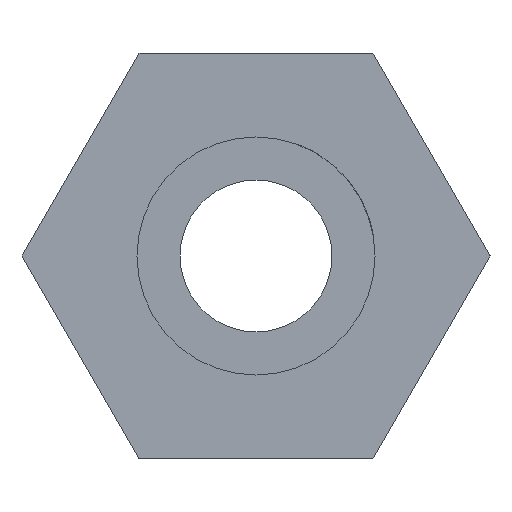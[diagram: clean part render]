
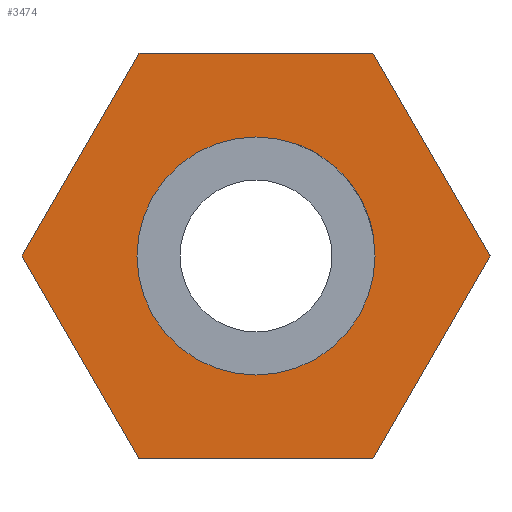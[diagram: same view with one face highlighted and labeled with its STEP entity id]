
A CAD part, left-side view. The second image highlights one B-rep face of the part: STEP entity #3474.
In plain terms, the highlighted planar face has unit normal (-1, 0, 0).
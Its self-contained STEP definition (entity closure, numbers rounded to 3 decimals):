
#179 = CIRCLE ( 'NONE', #3373, 4.7 ) ;
#337 = ORIENTED_EDGE ( 'NONE', *, *, #4636, .F. ) ;
#400 = EDGE_CURVE ( 'NONE', #2757, #4459, #833, .T. ) ;
#474 = FACE_BOUND ( 'NONE', #4732, .T. ) ;
#521 = PLANE ( 'NONE',  #974 ) ;
#721 = CARTESIAN_POINT ( 'NONE',  ( 16., -4.619, 8. ) ) ;
#751 = DIRECTION ( 'NONE',  ( 0., -0.5, -0.866 ) ) ;
#798 = CARTESIAN_POINT ( 'NONE',  ( 16., 0., 0. ) ) ;
#833 = LINE ( 'NONE', #2100, #3543 ) ;
#839 = CARTESIAN_POINT ( 'NONE',  ( 16., 0., 0. ) ) ;
#926 = CARTESIAN_POINT ( 'NONE',  ( 16., 0., 0. ) ) ;
#950 = VERTEX_POINT ( 'NONE', #721 ) ;
#974 = AXIS2_PLACEMENT_3D ( 'NONE', #926, #4610, #2598 ) ;
#1122 = DIRECTION ( 'NONE',  ( 0., -1., 0. ) ) ;
#1328 = CARTESIAN_POINT ( 'NONE',  ( 16., -4.619, -8. ) ) ;
#1559 = CARTESIAN_POINT ( 'NONE',  ( 16., -4.619, 8. ) ) ;
#1611 = DIRECTION ( 'NONE',  ( 0., -0.5, 0.866 ) ) ;
#1660 = VECTOR ( 'NONE', #751, 1000. ) ;
#1803 = AXIS2_PLACEMENT_3D ( 'NONE', #798, #4123, #3661 ) ;
#1804 = CARTESIAN_POINT ( 'NONE',  ( 16., -4.619, -8. ) ) ;
#1841 = ORIENTED_EDGE ( 'NONE', *, *, #2679, .F. ) ;
#1847 = EDGE_CURVE ( 'NONE', #4384, #5176, #4860, .T. ) ;
#2037 = ORIENTED_EDGE ( 'NONE', *, *, #2782, .F. ) ;
#2100 = CARTESIAN_POINT ( 'NONE',  ( 16., 9.238, 0. ) ) ;
#2117 = ORIENTED_EDGE ( 'NONE', *, *, #1847, .F. ) ;
#2194 = FACE_OUTER_BOUND ( 'NONE', #3616, .T. ) ;
#2243 = VERTEX_POINT ( 'NONE', #4626 ) ;
#2459 = EDGE_CURVE ( 'NONE', #950, #4384, #2805, .T. ) ;
#2598 = DIRECTION ( 'NONE',  ( 0., 0., -1. ) ) ;
#2679 = EDGE_CURVE ( 'NONE', #4459, #950, #3144, .T. ) ;
#2757 = VERTEX_POINT ( 'NONE', #2969 ) ;
#2782 = EDGE_CURVE ( 'NONE', #2881, #2757, #4705, .T. ) ;
#2805 = LINE ( 'NONE', #1559, #1660 ) ;
#2881 = VERTEX_POINT ( 'NONE', #3450 ) ;
#2969 = CARTESIAN_POINT ( 'NONE',  ( 16., 9.238, 0. ) ) ;
#2975 = DIRECTION ( 'NONE',  ( 0., 1., 0. ) ) ;
#3124 = VECTOR ( 'NONE', #1122, 1000. ) ;
#3144 = LINE ( 'NONE', #5242, #3124 ) ;
#3166 = CARTESIAN_POINT ( 'NONE',  ( 16., -9.238, 0. ) ) ;
#3270 = CARTESIAN_POINT ( 'NONE',  ( 16., 4.619, 8. ) ) ;
#3371 = CARTESIAN_POINT ( 'NONE',  ( 16., 4.619, -8. ) ) ;
#3373 = AXIS2_PLACEMENT_3D ( 'NONE', #839, #3780, #5060 ) ;
#3450 = CARTESIAN_POINT ( 'NONE',  ( 16., 4.619, -8. ) ) ;
#3474 = ADVANCED_FACE ( 'NONE', ( #474, #2194 ), #521, .F. ) ;
#3504 = VERTEX_POINT ( 'NONE', #4171 ) ;
#3543 = VECTOR ( 'NONE', #1611, 1000. ) ;
#3595 = CARTESIAN_POINT ( 'NONE',  ( 16., -9.238, 0. ) ) ;
#3616 = EDGE_LOOP ( 'NONE', ( #2037, #337, #2117, #4067, #1841, #4035 ) ) ;
#3661 = DIRECTION ( 'NONE',  ( 0., 0., 1. ) ) ;
#3703 = CIRCLE ( 'NONE', #1803, 4.7 ) ;
#3754 = DIRECTION ( 'NONE',  ( 0., 0.5, 0.866 ) ) ;
#3780 = DIRECTION ( 'NONE',  ( -1., 0., 0. ) ) ;
#3843 = VECTOR ( 'NONE', #2975, 1000. ) ;
#4035 = ORIENTED_EDGE ( 'NONE', *, *, #400, .F. ) ;
#4042 = DIRECTION ( 'NONE',  ( 0., 0.5, -0.866 ) ) ;
#4067 = ORIENTED_EDGE ( 'NONE', *, *, #2459, .F. ) ;
#4068 = ORIENTED_EDGE ( 'NONE', *, *, #4104, .F. ) ;
#4104 = EDGE_CURVE ( 'NONE', #2243, #3504, #3703, .T. ) ;
#4123 = DIRECTION ( 'NONE',  ( -1., 0., 0. ) ) ;
#4171 = CARTESIAN_POINT ( 'NONE',  ( 16., 0., 4.7 ) ) ;
#4255 = VECTOR ( 'NONE', #3754, 1000. ) ;
#4384 = VERTEX_POINT ( 'NONE', #3595 ) ;
#4459 = VERTEX_POINT ( 'NONE', #3270 ) ;
#4604 = LINE ( 'NONE', #1328, #3843 ) ;
#4610 = DIRECTION ( 'NONE',  ( 1., 0., 0. ) ) ;
#4626 = CARTESIAN_POINT ( 'NONE',  ( 16., 0., -4.7 ) ) ;
#4636 = EDGE_CURVE ( 'NONE', #5176, #2881, #4604, .T. ) ;
#4638 = ORIENTED_EDGE ( 'NONE', *, *, #5068, .F. ) ;
#4705 = LINE ( 'NONE', #3371, #4255 ) ;
#4732 = EDGE_LOOP ( 'NONE', ( #4638, #4068 ) ) ;
#4860 = LINE ( 'NONE', #3166, #5040 ) ;
#5040 = VECTOR ( 'NONE', #4042, 1000. ) ;
#5060 = DIRECTION ( 'NONE',  ( 0., 0., 1. ) ) ;
#5068 = EDGE_CURVE ( 'NONE', #3504, #2243, #179, .T. ) ;
#5176 = VERTEX_POINT ( 'NONE', #1804 ) ;
#5242 = CARTESIAN_POINT ( 'NONE',  ( 16., 4.619, 8. ) ) ;
